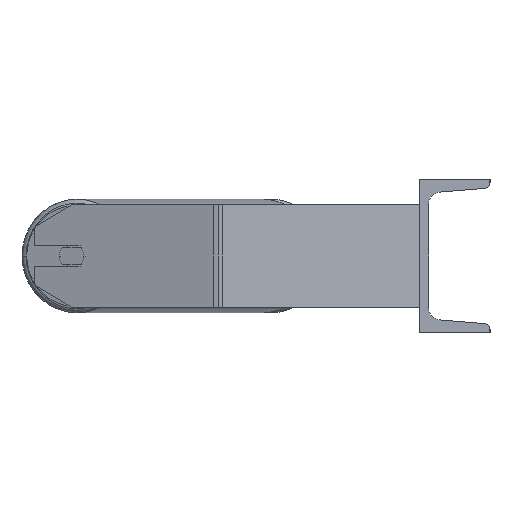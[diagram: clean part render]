
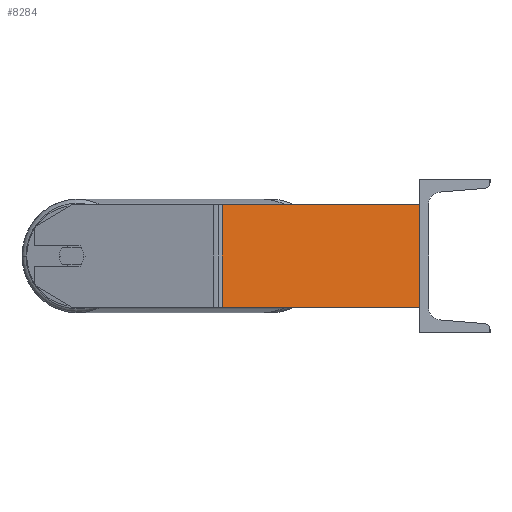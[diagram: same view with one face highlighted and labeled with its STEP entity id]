
A CAD part, left-side view. The second image highlights one B-rep face of the part: STEP entity #8284.
In plain terms, the highlighted planar face has unit normal (-0.985, -0.174, 0).
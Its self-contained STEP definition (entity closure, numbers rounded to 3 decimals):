
#587 = ORIENTED_EDGE ( 'NONE', *, *, #1994, .T. ) ;
#934 = VECTOR ( 'NONE', #4980, 1000. ) ;
#1129 = LINE ( 'NONE', #4615, #1799 ) ;
#1342 = AXIS2_PLACEMENT_3D ( 'NONE', #9059, #4210, #8411 ) ;
#1473 = ORIENTED_EDGE ( 'NONE', *, *, #3572, .F. ) ;
#1476 = PLANE ( 'NONE',  #1342 ) ;
#1562 = VERTEX_POINT ( 'NONE', #6866 ) ;
#1691 = CARTESIAN_POINT ( 'NONE',  ( -912.244, 154.509, -40. ) ) ;
#1799 = VECTOR ( 'NONE', #3213, 1000. ) ;
#1994 = EDGE_CURVE ( 'NONE', #8166, #2112, #6166, .T. ) ;
#2112 = VERTEX_POINT ( 'NONE', #1691 ) ;
#2183 = ORIENTED_EDGE ( 'NONE', *, *, #2666, .T. ) ;
#2666 = EDGE_CURVE ( 'NONE', #2112, #1562, #7734, .T. ) ;
#3213 = DIRECTION ( 'NONE',  ( 0., 0., -1. ) ) ;
#3335 = EDGE_LOOP ( 'NONE', ( #2183, #5703, #1473, #587 ) ) ;
#3532 = CARTESIAN_POINT ( 'NONE',  ( -912.86, 158.002, -40. ) ) ;
#3572 = EDGE_CURVE ( 'NONE', #8166, #3723, #4613, .T. ) ;
#3723 = VERTEX_POINT ( 'NONE', #8194 ) ;
#4210 = DIRECTION ( 'NONE',  ( 0.985, 0.174, 0. ) ) ;
#4613 = LINE ( 'NONE', #8844, #6965 ) ;
#4615 = CARTESIAN_POINT ( 'NONE',  ( -885., 0., 40. ) ) ;
#4980 = DIRECTION ( 'NONE',  ( 0.174, -0.985, 0. ) ) ;
#5575 = DIRECTION ( 'NONE',  ( 0., 0., -1. ) ) ;
#5703 = ORIENTED_EDGE ( 'NONE', *, *, #8744, .F. ) ;
#6166 = LINE ( 'NONE', #9001, #6183 ) ;
#6183 = VECTOR ( 'NONE', #5575, 1000. ) ;
#6866 = CARTESIAN_POINT ( 'NONE',  ( -885., 0., -40. ) ) ;
#6965 = VECTOR ( 'NONE', #7273, 1000. ) ;
#7273 = DIRECTION ( 'NONE',  ( 0.174, -0.985, 0. ) ) ;
#7734 = LINE ( 'NONE', #3532, #934 ) ;
#7805 = FACE_OUTER_BOUND ( 'NONE', #3335, .T. ) ;
#8166 = VERTEX_POINT ( 'NONE', #8233 ) ;
#8194 = CARTESIAN_POINT ( 'NONE',  ( -885., 0., 40. ) ) ;
#8233 = CARTESIAN_POINT ( 'NONE',  ( -912.244, 154.509, 40. ) ) ;
#8284 = ADVANCED_FACE ( 'NONE', ( #7805 ), #1476, .F. ) ;
#8411 = DIRECTION ( 'NONE',  ( -0.174, 0.985, 0. ) ) ;
#8744 = EDGE_CURVE ( 'NONE', #3723, #1562, #1129, .T. ) ;
#8844 = CARTESIAN_POINT ( 'NONE',  ( -912.86, 158.002, 40. ) ) ;
#9001 = CARTESIAN_POINT ( 'NONE',  ( -912.244, 154.509, 40. ) ) ;
#9059 = CARTESIAN_POINT ( 'NONE',  ( -912.86, 158.002, 40. ) ) ;
